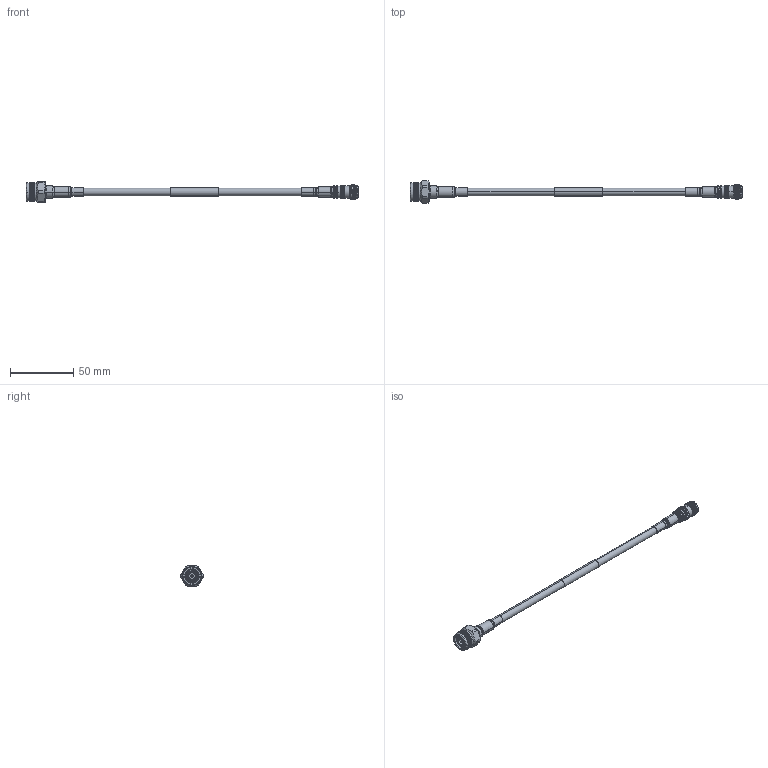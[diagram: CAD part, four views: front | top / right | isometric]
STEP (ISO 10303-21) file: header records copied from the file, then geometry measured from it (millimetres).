
FILE_DESCRIPTION (( 'STEP AP214' ), '1' );
FILE_NAME ('FMCA3287_3D.step', '2023-06-21T20:50:01', ( '' ), ( '' ), 'SwSTEP 2.0', 'SolidWorks 2022', '' );
FILE_SCHEMA (( 'AUTOMOTIVE_DESIGN' ));
Length unit declared in the file: inch
Products named in the file (6): FMCA3287_3D; HEAT SHRINK TF^FMCA3287_TNC TO d240 EZ-240-TM-X; TCOM-240^FMCA3287_with label; HEAT SHRINK^FMCA3287_BNC MALE TO 240 CABLE; EZ-240-TM-X^FMCA3287; EZ-240-TF-X-PE^FMCA3287
Assembly tree (5 placements, depth 2):
  FMCA3287_3D
    TCOM-240^FMCA3287_with label
    EZ-240-TM-X^FMCA3287
    HEAT SHRINK^FMCA3287_BNC MALE TO 240 CABLE
    EZ-240-TF-X-PE^FMCA3287
    HEAT SHRINK TF^FMCA3287_TNC TO d240 EZ-240-TM-X
Bounding box: 261.68 x 17.44 x 15.88 mm (x, y, z)
Volume: 10705 mm3; surface area: 12083.1 mm2
Topology: 7 solids, 7 shells, 1996 faces, 4445 edges, 2483 vertices
Faces by surface type: bspline 1208, cylinder 466, plane 189, cone 101, torus 32
Entity records: 78281 total; most frequent: CARTESIAN_POINT 47175, ORIENTED_EDGE 8890, EDGE_CURVE 4445, DIRECTION 3234, VERTEX_POINT 2483, EDGE_LOOP 2024, FACE_OUTER_BOUND 1996, ADVANCED_FACE 1996
